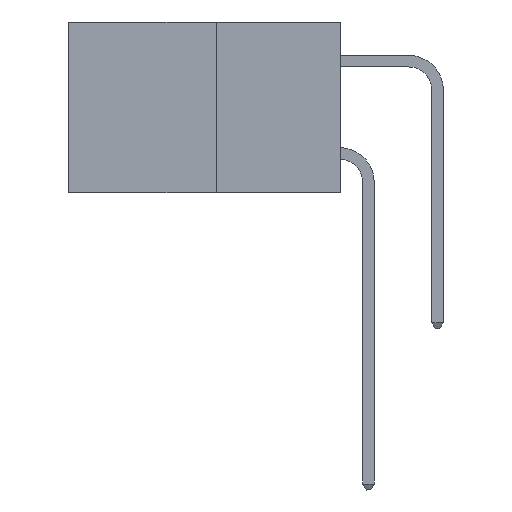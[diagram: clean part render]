
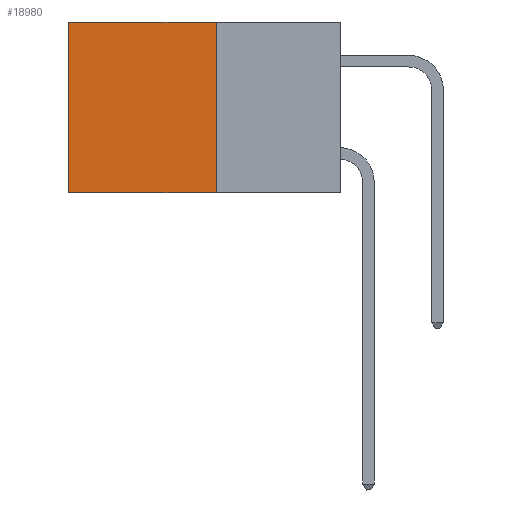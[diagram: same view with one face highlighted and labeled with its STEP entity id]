
A CAD part, left-side view. The second image highlights one B-rep face of the part: STEP entity #18980.
In plain terms, the highlighted planar face has unit normal (-1, 0, 0).
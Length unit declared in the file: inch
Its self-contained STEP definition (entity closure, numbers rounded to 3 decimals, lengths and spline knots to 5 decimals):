
#1135 = CARTESIAN_POINT ( 'NONE',  ( 0.277, 0.59, -0.37 ) ) ;
#2445 = VECTOR ( 'NONE', #24941, 39.37008 ) ;
#3820 = LINE ( 'NONE', #21632, #14863 ) ;
#4191 = DIRECTION ( 'NONE',  ( 0., 0., -1. ) ) ;
#6298 = CARTESIAN_POINT ( 'NONE',  ( 0.277, 0.27, -0.37 ) ) ;
#6957 = VECTOR ( 'NONE', #4191, 39.37008 ) ;
#7172 = ORIENTED_EDGE ( 'NONE', *, *, #8223, .T. ) ;
#8223 = EDGE_CURVE ( 'NONE', #10694, #9110, #8301, .T. ) ;
#8301 = LINE ( 'NONE', #22738, #2445 ) ;
#8575 = DIRECTION ( 'NONE',  ( 0., 0., -1. ) ) ;
#9110 = VERTEX_POINT ( 'NONE', #14948 ) ;
#9324 = CARTESIAN_POINT ( 'NONE',  ( 0.277, 0.27, -0.37 ) ) ;
#9726 = EDGE_CURVE ( 'NONE', #27503, #16963, #27736, .T. ) ;
#10694 = VERTEX_POINT ( 'NONE', #13904 ) ;
#10951 = AXIS2_PLACEMENT_3D ( 'NONE', #9324, #24569, #11542 ) ;
#11542 = DIRECTION ( 'NONE',  ( 0., 0., -1. ) ) ;
#13904 = CARTESIAN_POINT ( 'NONE',  ( 0.277, 0.27, 0. ) ) ;
#14439 = ORIENTED_EDGE ( 'NONE', *, *, #23088, .F. ) ;
#14524 = FACE_OUTER_BOUND ( 'NONE', #23204, .T. ) ;
#14863 = VECTOR ( 'NONE', #8575, 39.37008 ) ;
#14948 = CARTESIAN_POINT ( 'NONE',  ( 0.277, 0.59, 0. ) ) ;
#16186 = VECTOR ( 'NONE', #23894, 39.37008 ) ;
#16229 = ORIENTED_EDGE ( 'NONE', *, *, #9726, .F. ) ;
#16963 = VERTEX_POINT ( 'NONE', #1135 ) ;
#18086 = EDGE_CURVE ( 'NONE', #9110, #16963, #3820, .T. ) ;
#18606 = LINE ( 'NONE', #6298, #6957 ) ;
#18980 = ADVANCED_FACE ( 'NONE', ( #14524 ), #22357, .F. ) ;
#21632 = CARTESIAN_POINT ( 'NONE',  ( 0.277, 0.59, -0.37 ) ) ;
#21679 = CARTESIAN_POINT ( 'NONE',  ( 0.277, 0.27, -0.37 ) ) ;
#22158 = CARTESIAN_POINT ( 'NONE',  ( 0.277, 0.27, -0.37 ) ) ;
#22357 = PLANE ( 'NONE',  #10951 ) ;
#22738 = CARTESIAN_POINT ( 'NONE',  ( 0.277, 0.27, 0. ) ) ;
#23088 = EDGE_CURVE ( 'NONE', #10694, #27503, #18606, .T. ) ;
#23204 = EDGE_LOOP ( 'NONE', ( #24117, #16229, #14439, #7172 ) ) ;
#23894 = DIRECTION ( 'NONE',  ( 0., 1., 0. ) ) ;
#24117 = ORIENTED_EDGE ( 'NONE', *, *, #18086, .T. ) ;
#24569 = DIRECTION ( 'NONE',  ( 1., 0., 0. ) ) ;
#24941 = DIRECTION ( 'NONE',  ( 0., 1., 0. ) ) ;
#27503 = VERTEX_POINT ( 'NONE', #22158 ) ;
#27736 = LINE ( 'NONE', #21679, #16186 ) ;
